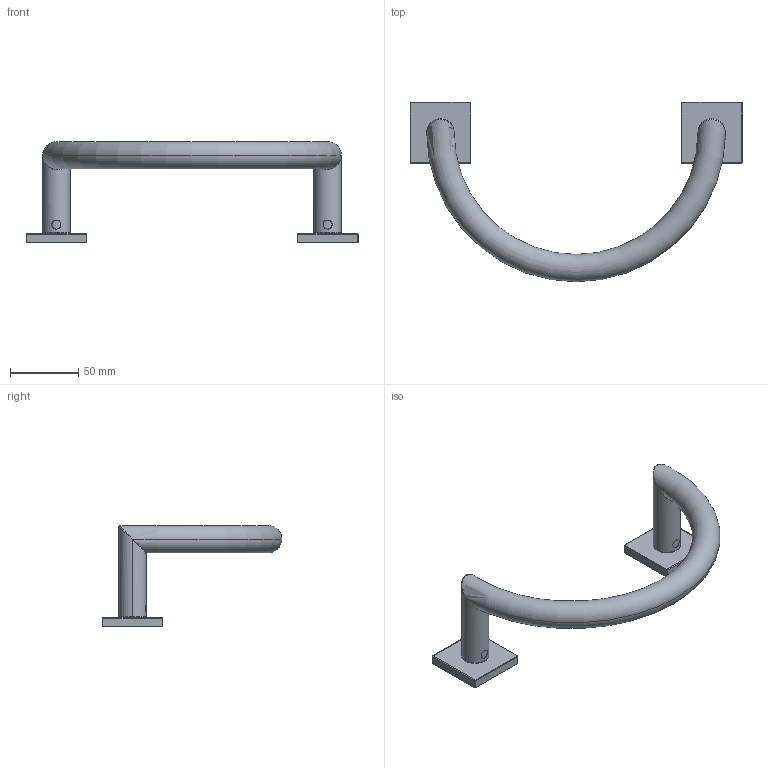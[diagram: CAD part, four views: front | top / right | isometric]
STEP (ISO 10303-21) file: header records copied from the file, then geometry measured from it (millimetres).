
FILE_DESCRIPTION((''),'2;1');
FILE_NAME('5305_ASM','2015-08-13T',('rsmith'),(''),'PRO/ENGINEER BY PARAMETRIC TECHNOLOGY CORPORATION, 2013150','PRO/ENGINEER BY PARAMETRIC TECHNOLOGY CORPORATION, 2013150','');
FILE_SCHEMA(('CONFIG_CONTROL_DESIGN'));
Length unit declared in the file: inch
Products named in the file (6): 40591; 92461; 80601; 92418; 7-659_ASM; 5305_ASM
Assembly tree (8 placements, depth 3):
  5305_ASM
    40591  x2
    92461  x2
    7-659_ASM
      80601
      92418  x2
Bounding box: 242.57 x 131.28 x 73.74 mm (x, y, z)
Volume: 42050.9 mm3; surface area: 100130.6 mm2
Topology: 7 solids, 12 shells, 410 faces, 1062 edges, 676 vertices
Faces by surface type: cylinder 196, plane 100, bspline 56, cone 28, sphere 16, torus 14
Entity records: 13552 total; most frequent: CARTESIAN_POINT 8234, ORIENTED_EDGE 1092, DIRECTION 1023, EDGE_CURVE 568, AXIS2_PLACEMENT_3D 393, VERTEX_POINT 356, EDGE_LOOP 242, VECTOR 237
